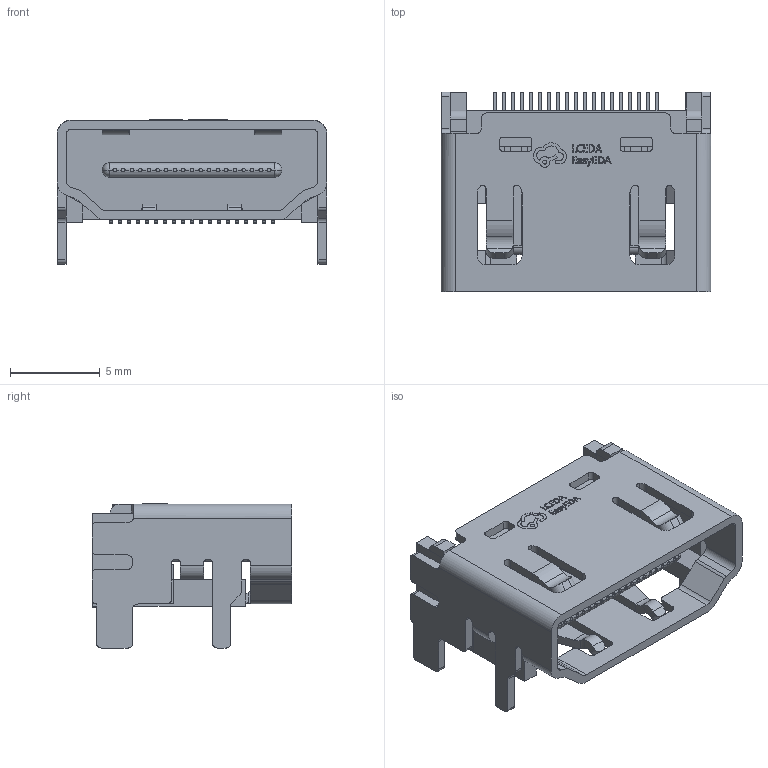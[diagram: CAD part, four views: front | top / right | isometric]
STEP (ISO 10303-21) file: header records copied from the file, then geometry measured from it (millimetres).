
FILE_DESCRIPTION (( 'STEP AP214' ), '1' );
FILE_NAME ('HDMI-SMD_L15.0-W12.4-H6.1-P0.5.step', '2022-06-24T04:01:02', ( '' ), ( '' ), 'SwSTEP 2.0', 'SolidWorks 2020', '' );
FILE_SCHEMA (( 'AUTOMOTIVE_DESIGN' ));
Length unit declared in the file: millimetre
Products named in the file (1): HDMI-SMD_L15.0-W12.4-H6.1-P0.5
Bounding box: 15 x 11.1 x 8.01 mm (x, y, z)
Volume: 362.6 mm3; surface area: 1260.1 mm2
Topology: 26 solids, 26 shells, 1021 faces, 2660 edges, 1708 vertices
Faces by surface type: plane 674, cylinder 229, bspline 114, sphere 4
Entity records: 44700 total; most frequent: CARTESIAN_POINT 8836, ORIENTED_EDGE 5312, DIRECTION 4556, EDGE_CURVE 2656, LINE 1908, VECTOR 1908, VERTEX_POINT 1708, AXIS2_PLACEMENT_3D 1324
